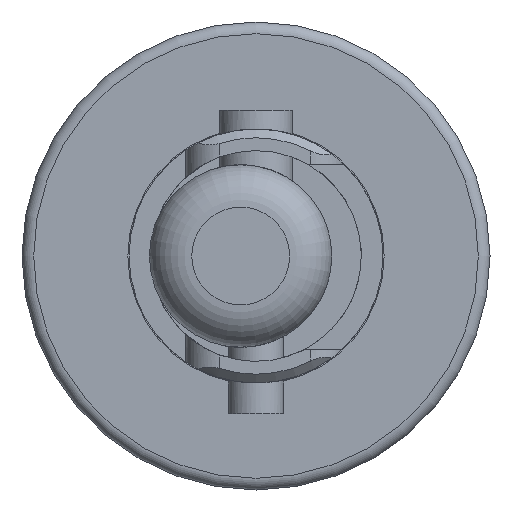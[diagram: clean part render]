
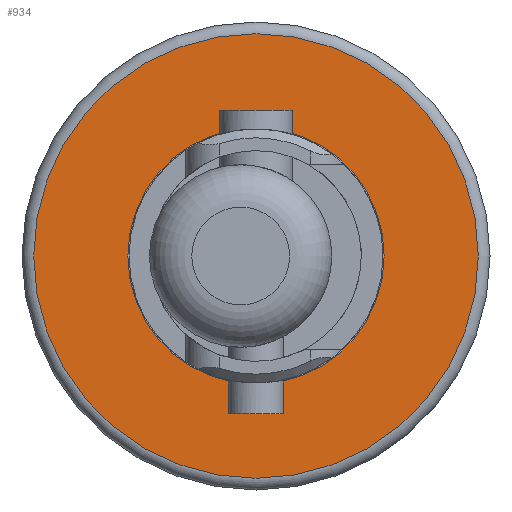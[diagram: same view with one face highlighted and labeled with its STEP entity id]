
A CAD part, left-side view. The second image highlights one B-rep face of the part: STEP entity #934.
In plain terms, the highlighted face is planar.
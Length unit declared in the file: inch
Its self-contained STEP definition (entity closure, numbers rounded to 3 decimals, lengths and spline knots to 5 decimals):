
#137=PLANE($,#1047);
#179=FACE_BOUND($,#397,.T.);
#180=FACE_BOUND($,#398,.T.);
#241=CIRCLE($,#1046,0.7615);
#242=CIRCLE($,#1048,0.439);
#397=EDGE_LOOP($,(#825));
#398=EDGE_LOOP($,(#826));
#523=VERTEX_POINT($,#1871);
#524=VERTEX_POINT($,#1874);
#631=EDGE_CURVE($,#523,#523,#241,.T.);
#632=EDGE_CURVE($,#524,#524,#242,.T.);
#825=ORIENTED_EDGE($,*,*,#632,.F.);
#826=ORIENTED_EDGE($,*,*,#631,.F.);
#934=ADVANCED_FACE($,(#179,#180),#137,.T.);
#1046=AXIS2_PLACEMENT_3D($,#1872,#1300,#1301);
#1047=AXIS2_PLACEMENT_3D($,#1873,#1302,#1303);
#1048=AXIS2_PLACEMENT_3D($,#1875,#1304,#1305);
#1300=DIRECTION('center_axis',(-1.,0.,0.));
#1301=DIRECTION('ref_axis',(0.,-1.,0.));
#1302=DIRECTION('center_axis',(1.,0.,0.));
#1303=DIRECTION('ref_axis',(0.,0.,-1.));
#1304=DIRECTION('center_axis',(1.,0.,0.));
#1305=DIRECTION('ref_axis',(0.,1.,0.));
#1871=CARTESIAN_POINT('',(0.,0.7615,0.));
#1872=CARTESIAN_POINT('Origin',(0.,0.,
0.));
#1873=CARTESIAN_POINT('Origin',(0.,0.62025,0.));
#1874=CARTESIAN_POINT('',(0.,0.439,0.));
#1875=CARTESIAN_POINT('Origin',(0.,0.,
0.));
